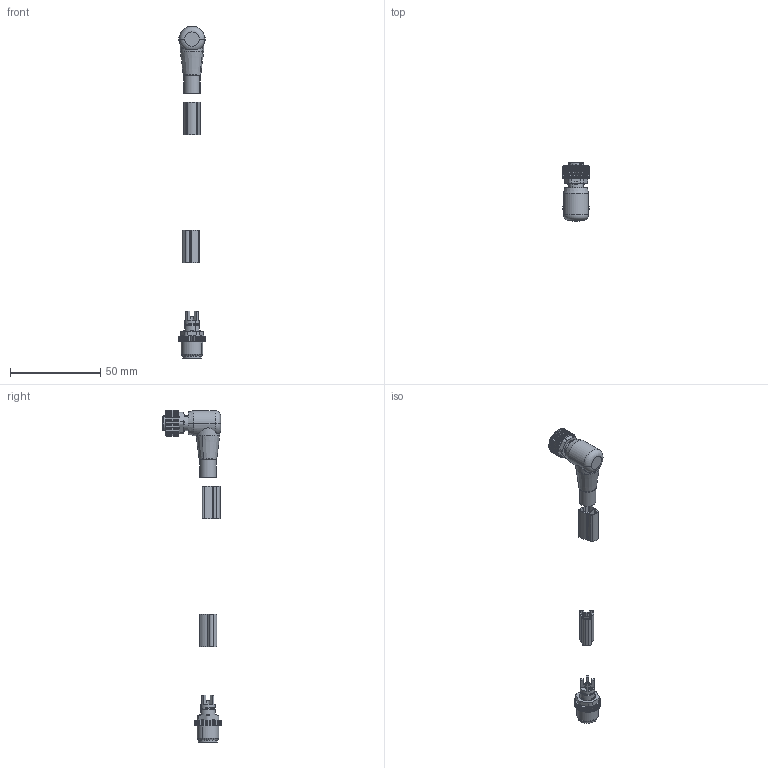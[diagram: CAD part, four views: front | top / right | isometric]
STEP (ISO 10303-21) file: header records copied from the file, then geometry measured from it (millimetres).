
FILE_DESCRIPTION(('CATIA V5 STEP Exchange','CAx-IF Rec.Pracs.--- Model Styling and Organization---1.4--- 2014-01-23'),'2;1');
FILE_NAME ('034469-3_0', '2023-03-06T10:39:49+00:00', ('none'), ('Weidmueller'), 'CATIA Version 5-6 Release 2016 SP3 HF44', 'CATIA V5 STEP AP214', 'none');
FILE_SCHEMA(('AUTOMOTIVE_DESIGN { 1 0 10303 214 1 1 1 1 }'));
Length unit declared in the file: millimetre
Products named in the file (1): 9457750150
Bounding box: 14.52 x 32.3 x 184.3 mm (x, y, z)
Volume: 8719.3 mm3; surface area: 9999.5 mm2
Topology: 20 solids, 20 shells, 1163 faces, 2952 edges, 1861 vertices
Faces by surface type: plane 470, cylinder 378, cone 164, torus 120, bspline 19, sphere 8, revolution 4
Entity records: 34536 total; most frequent: CARTESIAN_POINT 9518, ORIENTED_EDGE 5844, DIRECTION 3823, EDGE_CURVE 2922, VERTEX_POINT 1861, AXIS2_PLACEMENT_3D 1860, EDGE_LOOP 1263, VECTOR 1176
